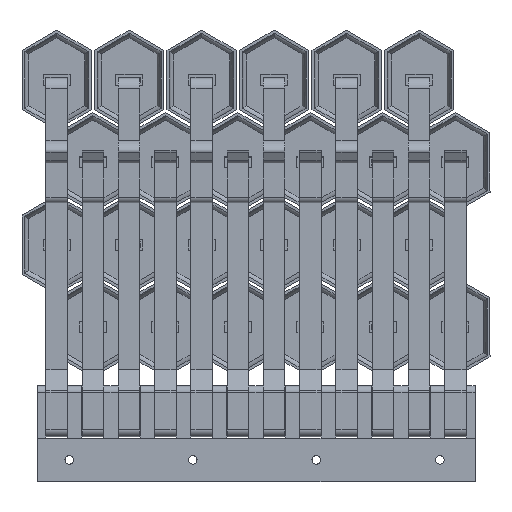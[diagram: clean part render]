
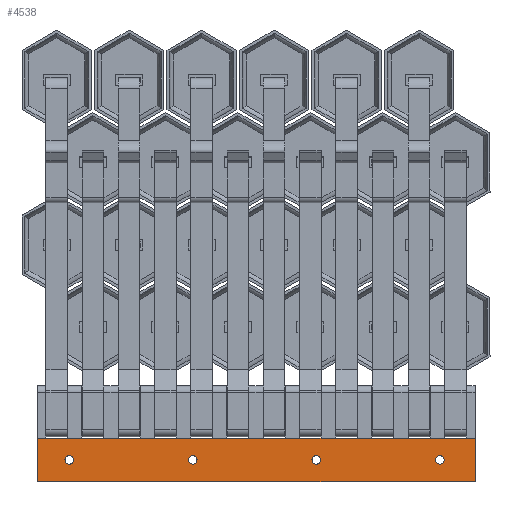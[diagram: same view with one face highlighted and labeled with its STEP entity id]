
A CAD part, front view. The second image highlights one B-rep face of the part: STEP entity #4538.
In plain terms, the highlighted planar face has unit normal (0, -1, 0).
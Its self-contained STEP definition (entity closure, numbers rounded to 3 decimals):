
#358=FACE_BOUND('',#881,.T.);
#359=FACE_BOUND('',#882,.T.);
#360=FACE_BOUND('',#883,.T.);
#361=FACE_BOUND('',#884,.T.);
#448=PLANE('',#4883);
#622=FACE_OUTER_BOUND('',#880,.T.);
#880=EDGE_LOOP('',(#3729,#3730,#3731,#3732));
#881=EDGE_LOOP('',(#3733));
#882=EDGE_LOOP('',(#3734));
#883=EDGE_LOOP('',(#3735));
#884=EDGE_LOOP('',(#3736));
#1278=LINE('',#7014,#1735);
#1279=LINE('',#7016,#1736);
#1280=LINE('',#7018,#1737);
#1281=LINE('',#7019,#1738);
#1735=VECTOR('',#5723,10.);
#1736=VECTOR('',#5724,10.);
#1737=VECTOR('',#5725,10.);
#1738=VECTOR('',#5726,10.);
#1931=CIRCLE('',#4716,1.6);
#1933=CIRCLE('',#4720,1.6);
#1935=CIRCLE('',#4724,1.6);
#1937=CIRCLE('',#4728,1.6);
#2127=VERTEX_POINT('',#6468);
#2129=VERTEX_POINT('',#6476);
#2131=VERTEX_POINT('',#6484);
#2133=VERTEX_POINT('',#6492);
#2290=VERTEX_POINT('',#7012);
#2291=VERTEX_POINT('',#7013);
#2292=VERTEX_POINT('',#7015);
#2293=VERTEX_POINT('',#7017);
#2553=EDGE_CURVE('',#2127,#2127,#1931,.T.);
#2557=EDGE_CURVE('',#2129,#2129,#1933,.T.);
#2561=EDGE_CURVE('',#2131,#2131,#1935,.T.);
#2565=EDGE_CURVE('',#2133,#2133,#1937,.T.);
#2824=EDGE_CURVE('',#2290,#2291,#1278,.T.);
#2825=EDGE_CURVE('',#2291,#2292,#1279,.T.);
#2826=EDGE_CURVE('',#2292,#2293,#1280,.T.);
#2827=EDGE_CURVE('',#2293,#2290,#1281,.T.);
#3729=ORIENTED_EDGE('',*,*,#2824,.T.);
#3730=ORIENTED_EDGE('',*,*,#2825,.T.);
#3731=ORIENTED_EDGE('',*,*,#2826,.T.);
#3732=ORIENTED_EDGE('',*,*,#2827,.T.);
#3733=ORIENTED_EDGE('',*,*,#2561,.T.);
#3734=ORIENTED_EDGE('',*,*,#2557,.T.);
#3735=ORIENTED_EDGE('',*,*,#2565,.T.);
#3736=ORIENTED_EDGE('',*,*,#2553,.T.);
#4538=ADVANCED_FACE('',(#622,#358,#359,#360,#361),#448,.T.);
#4716=AXIS2_PLACEMENT_3D('',#6470,#5175,#5176);
#4720=AXIS2_PLACEMENT_3D('',#6478,#5185,#5186);
#4724=AXIS2_PLACEMENT_3D('',#6486,#5195,#5196);
#4728=AXIS2_PLACEMENT_3D('',#6494,#5205,#5206);
#4883=AXIS2_PLACEMENT_3D('',#7011,#5721,#5722);
#5175=DIRECTION('center_axis',(0.,1.,0.));
#5176=DIRECTION('ref_axis',(-1.,0.,0.));
#5185=DIRECTION('center_axis',(0.,1.,0.));
#5186=DIRECTION('ref_axis',(-1.,0.,0.));
#5195=DIRECTION('center_axis',(0.,1.,0.));
#5196=DIRECTION('ref_axis',(-1.,0.,0.));
#5205=DIRECTION('center_axis',(0.,1.,0.));
#5206=DIRECTION('ref_axis',(-1.,0.,0.));
#5721=DIRECTION('center_axis',(0.,-1.,0.));
#5722=DIRECTION('ref_axis',(0.,0.,-1.));
#5723=DIRECTION('',(-1.,0.,0.));
#5724=DIRECTION('',(0.,0.,-1.));
#5725=DIRECTION('',(1.,0.,0.));
#5726=DIRECTION('',(0.,0.,1.));
#6468=CARTESIAN_POINT('',(151.4,-2.,8.15));
#6470=CARTESIAN_POINT('Origin',(149.8,-2.,8.15));
#6476=CARTESIAN_POINT('',(105.4,-2.,8.15));
#6478=CARTESIAN_POINT('Origin',(103.8,-2.,8.15));
#6484=CARTESIAN_POINT('',(59.4,-2.,8.15));
#6486=CARTESIAN_POINT('Origin',(57.8,-2.,8.15));
#6492=CARTESIAN_POINT('',(13.4,-2.,8.15));
#6494=CARTESIAN_POINT('Origin',(11.8,-2.,8.15));
#7011=CARTESIAN_POINT('Origin',(81.5,-2.,8.15));
#7012=CARTESIAN_POINT('',(163.,-2.,16.3));
#7013=CARTESIAN_POINT('',(0.,-2.,16.3));
#7014=CARTESIAN_POINT('',(163.,-2.,16.3));
#7015=CARTESIAN_POINT('',(0.,-2.,0.));
#7016=CARTESIAN_POINT('',(0.,-2.,16.3));
#7017=CARTESIAN_POINT('',(163.,-2.,0.));
#7018=CARTESIAN_POINT('',(0.,-2.,0.));
#7019=CARTESIAN_POINT('',(163.,-2.,0.));
